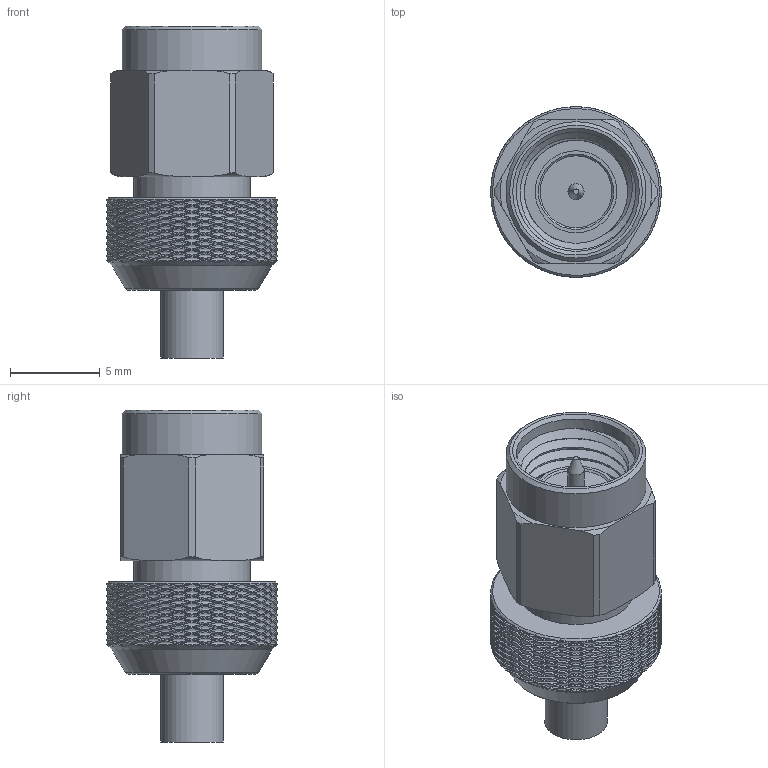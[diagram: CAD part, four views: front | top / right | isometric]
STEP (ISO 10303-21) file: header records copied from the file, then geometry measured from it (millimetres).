
FILE_DESCRIPTION( ( 'Unknown' ), '1' );
FILE_NAME( '64403260111000.stp', 'Unknown', ( 'Unknown' ), ( 'Unknown' ), 'PSStep 21.0.46', 'Unknown', ' ' );
FILE_SCHEMA( ( 'AUTOMOTIVE_DESIGN { 1 0 10303 214 1 1 1 1 }' ) );
Length unit declared in the file: millimetre
Products named in the file (4): 64403260111000_connector body
Bounding box: 9.5 x 9.5 x 18.5 mm (x, y, z)
Volume: 1337.9 mm3; surface area: 2502.7 mm2
Topology: 4 solids, 4 shells, 4742 faces, 10053 edges, 5349 vertices
Faces by surface type: bspline 3204, cylinder 1048, plane 318, cone 152, torus 20
Full cylindrical faces by diameter (mm): 0.6 x2, 0.7 x2, 0.9 x2, 1.6 x2, 2.35 x2, 2.9 x2, 3 x2, 3.5 x2, 4.56 x2, 4.75 x2, 6 x2, 6.5 x4, 6.66 x12, 6.87 x2, 7 x2, 7.8 x2
Entity records: 257426 total; most frequent: CARTESIAN_POINT 156758, ORIENTED_EDGE 19840, EDGE_CURVE 9920, VERTEX_POINT 5300, DIRECTION 5168, EDGE_LOOP 4842, FACE_OUTER_BOUND 4778, STYLED_ITEM 4734
